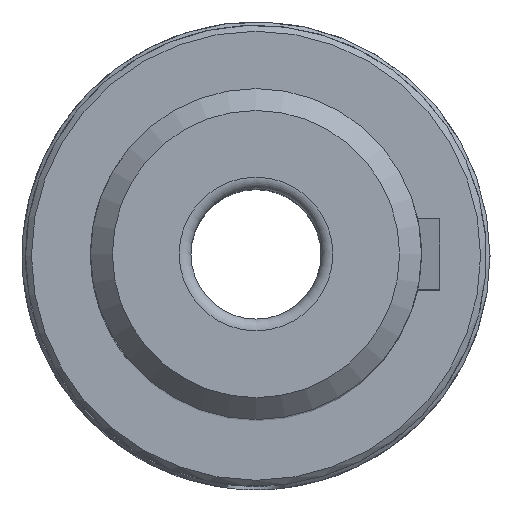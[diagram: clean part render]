
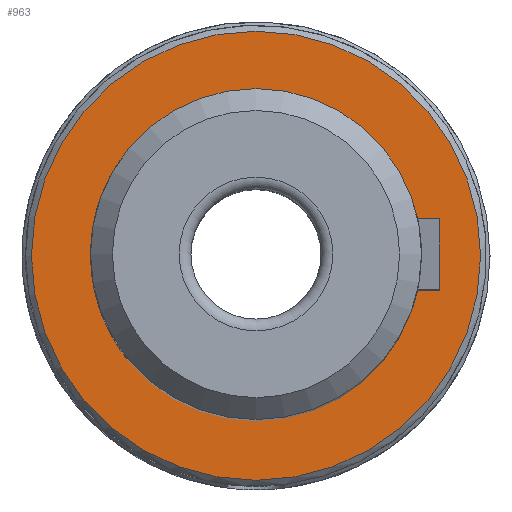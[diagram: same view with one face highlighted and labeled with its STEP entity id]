
A CAD part, top view. The second image highlights one B-rep face of the part: STEP entity #963.
In plain terms, the highlighted planar face has unit normal (0, 0, 1).
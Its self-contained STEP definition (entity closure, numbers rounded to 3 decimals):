
#104=PLANE('',#1054);
#242=ORIENTED_EDGE('',*,*,#332,.T.);
#243=ORIENTED_EDGE('',*,*,#333,.T.);
#332=EDGE_CURVE('',#393,#393,#434,.T.);
#333=EDGE_CURVE('',#394,#394,#435,.F.);
#393=VERTEX_POINT('',#1474);
#394=VERTEX_POINT('',#1476);
#434=CIRCLE('',#1055,13.5);
#435=CIRCLE('',#1056,19.);
#502=EDGE_LOOP('',(#242));
#503=EDGE_LOOP('',(#243));
#582=FACE_BOUND('',#502,.T.);
#583=FACE_BOUND('',#503,.T.);
#963=ADVANCED_FACE('',(#582,#583),#104,.F.);
#1054=AXIS2_PLACEMENT_3D('',#1472,#1236,#1237);
#1055=AXIS2_PLACEMENT_3D('',#1473,#1238,#1239);
#1056=AXIS2_PLACEMENT_3D('',#1475,#1240,#1241);
#1236=DIRECTION('',(0.,0.,-1.));
#1237=DIRECTION('',(-1.,0.,0.));
#1238=DIRECTION('',(0.,0.,-1.));
#1239=DIRECTION('',(-1.,0.,0.));
#1240=DIRECTION('',(0.,0.,-1.));
#1241=DIRECTION('',(-1.,0.,0.));
#1472=CARTESIAN_POINT('',(19.5,0.,57.));
#1473=CARTESIAN_POINT('',(0.,0.,57.));
#1474=CARTESIAN_POINT('',(-13.5,0.,57.));
#1475=CARTESIAN_POINT('',(0.,0.,57.));
#1476=CARTESIAN_POINT('',(-19.,0.,57.));
